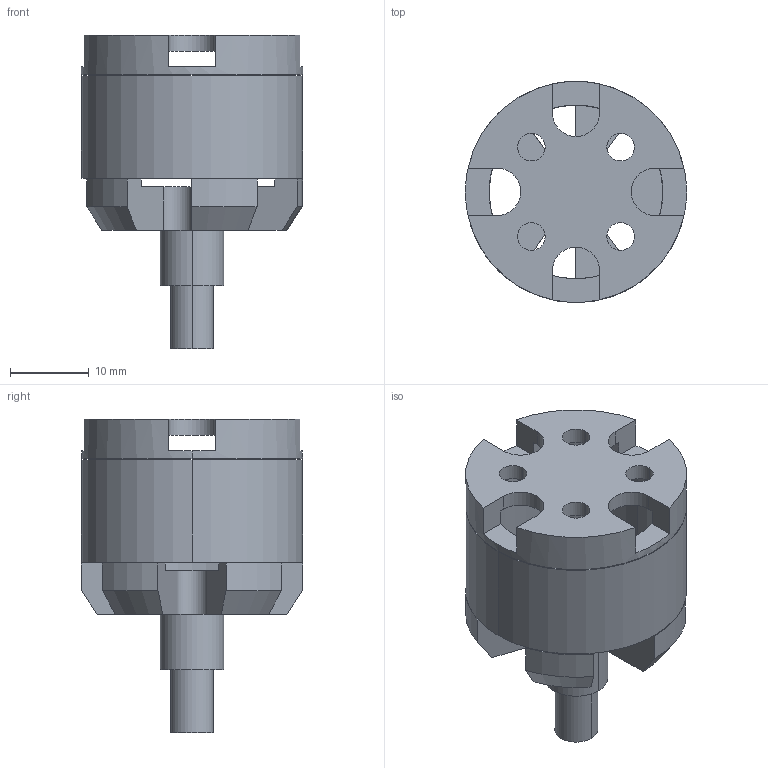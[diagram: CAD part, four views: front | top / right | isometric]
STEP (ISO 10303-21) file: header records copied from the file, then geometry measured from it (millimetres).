
FILE_DESCRIPTION((''),'2;1');
FILE_NAME('BLDC','2019-07-18T14:48:59',('wangtian'),(''),'CREO PARAMETRIC BY PTC INC, 2018050','CREO PARAMETRIC BY PTC INC, 2018050','');
FILE_SCHEMA(('CONFIG_CONTROL_DESIGN'));
Length unit declared in the file: millimetre
Products named in the file (1): BLDC
Bounding box: 28 x 28 x 39.7 mm (x, y, z)
Volume: 6912.9 mm3; surface area: 6115.2 mm2
Topology: 3 solids, 3 shells, 80 faces, 237 edges, 158 vertices
Faces by surface type: cylinder 39, plane 36, cone 5
Entity records: 2790 total; most frequent: DIRECTION 496, CARTESIAN_POINT 475, ORIENTED_EDGE 474, EDGE_CURVE 237, AXIS2_PLACEMENT_3D 179, VERTEX_POINT 158, VECTOR 138, LINE 138
